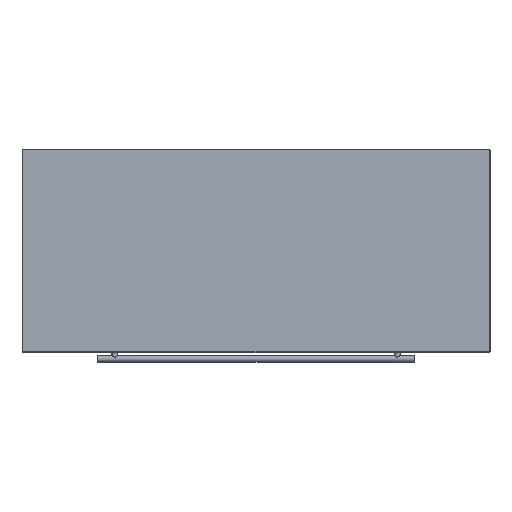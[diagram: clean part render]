
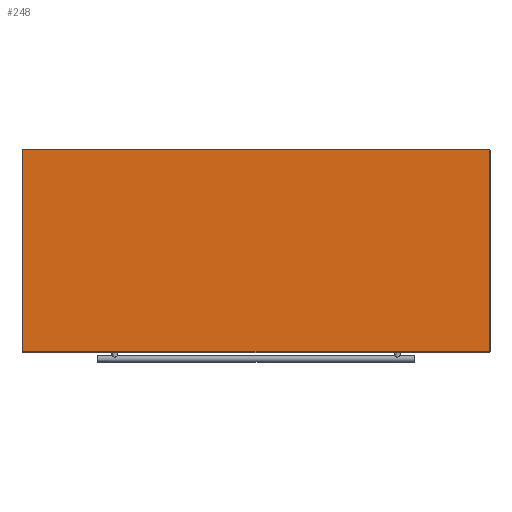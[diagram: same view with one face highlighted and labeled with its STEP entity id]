
A CAD part, top view. The second image highlights one B-rep face of the part: STEP entity #248.
In plain terms, the highlighted face is planar.
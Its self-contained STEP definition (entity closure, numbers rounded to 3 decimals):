
#248=ADVANCED_FACE('',(#362),#1754,.T.);
#362=FACE_OUTER_BOUND('',#489,.T.);
#489=EDGE_LOOP('',(#931,#932,#933,#934));
#931=ORIENTED_EDGE('',*,*,#1223,.T.);
#932=ORIENTED_EDGE('',*,*,#1233,.T.);
#933=ORIENTED_EDGE('',*,*,#1234,.T.);
#934=ORIENTED_EDGE('',*,*,#1235,.T.);
#1223=EDGE_CURVE('',#1658,#1657,#1447,.T.);
#1233=EDGE_CURVE('',#1657,#1667,#1457,.T.);
#1234=EDGE_CURVE('',#1667,#1668,#1458,.T.);
#1235=EDGE_CURVE('',#1668,#1658,#1459,.T.);
#1447=B_SPLINE_CURVE_WITH_KNOTS('',1,(#3435,#3436),.UNSPECIFIED.,.F.,.F.,
(2,2),(-898.,0.),.UNSPECIFIED.);
#1457=B_SPLINE_CURVE_WITH_KNOTS('',1,(#3455,#3456),.UNSPECIFIED.,.F.,.F.,
(2,2),(0.,389.),.UNSPECIFIED.);
#1458=B_SPLINE_CURVE_WITH_KNOTS('',1,(#3457,#3458),.UNSPECIFIED.,.F.,.F.,
(2,2),(0.,898.),.UNSPECIFIED.);
#1459=B_SPLINE_CURVE_WITH_KNOTS('',1,(#3459,#3460),.UNSPECIFIED.,.F.,.F.,
(2,2),(0.,389.),.UNSPECIFIED.);
#1657=VERTEX_POINT('',#3401);
#1658=VERTEX_POINT('',#3402);
#1667=VERTEX_POINT('',#3411);
#1668=VERTEX_POINT('',#3412);
#1754=PLANE('',#2079);
#2079=AXIS2_PLACEMENT_3D('',#3198,#2223,$);
#2223=DIRECTION('',(0.,1.,0.));
#3198=CARTESIAN_POINT('',(-538.8,50.,-233.9));
#3401=CARTESIAN_POINT('',(-449.,50.,-195.));
#3402=CARTESIAN_POINT('',(449.,50.,-195.));
#3411=CARTESIAN_POINT('',(-449.,50.,194.));
#3412=CARTESIAN_POINT('',(449.,50.,194.));
#3435=CARTESIAN_POINT('',(449.,50.,-195.));
#3436=CARTESIAN_POINT('',(-449.,50.,-195.));
#3455=CARTESIAN_POINT('',(-449.,50.,-195.));
#3456=CARTESIAN_POINT('',(-449.,50.,194.));
#3457=CARTESIAN_POINT('',(-449.,50.,194.));
#3458=CARTESIAN_POINT('',(449.,50.,194.));
#3459=CARTESIAN_POINT('',(449.,50.,194.));
#3460=CARTESIAN_POINT('',(449.,50.,-195.));
